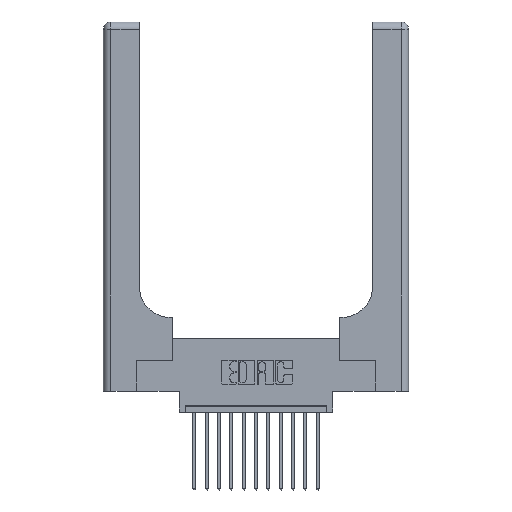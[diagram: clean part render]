
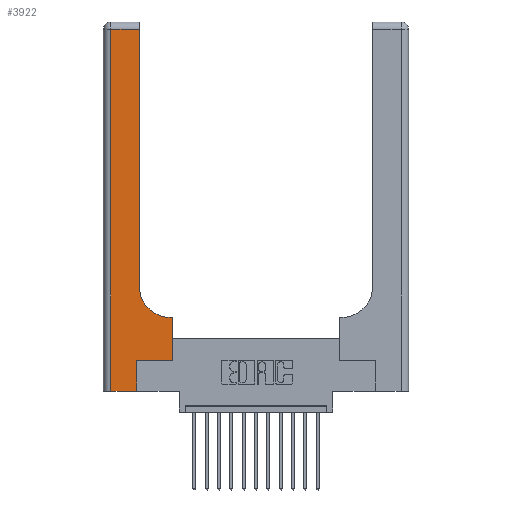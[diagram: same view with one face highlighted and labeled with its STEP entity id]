
A CAD part, top view. The second image highlights one B-rep face of the part: STEP entity #3922.
In plain terms, the highlighted planar face has unit normal (0, 0, 1).
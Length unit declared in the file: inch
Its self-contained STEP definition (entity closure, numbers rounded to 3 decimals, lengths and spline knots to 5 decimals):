
#401 = VECTOR ( 'NONE', #9301, 39.37008 ) ;
#1017 = ORIENTED_EDGE ( 'NONE', *, *, #11914, .T. ) ;
#1241 = CARTESIAN_POINT ( 'NONE',  ( 0., 3., 0.37 ) ) ;
#1428 = CARTESIAN_POINT ( 'NONE',  ( 0.06, 0., 0.37 ) ) ;
#1633 = DIRECTION ( 'NONE',  ( -1., 0., 0. ) ) ;
#1851 = DIRECTION ( 'NONE',  ( 0., 0., -1. ) ) ;
#1898 = CARTESIAN_POINT ( 'NONE',  ( 0.269, 0., 0.37 ) ) ;
#2140 = ORIENTED_EDGE ( 'NONE', *, *, #11487, .T. ) ;
#2178 = LINE ( 'NONE', #13387, #2618 ) ;
#2327 = DIRECTION ( 'NONE',  ( 1., 0., 0. ) ) ;
#2618 = VECTOR ( 'NONE', #12009, 39.37008 ) ;
#2652 = DIRECTION ( 'NONE',  ( -1., 0., 0. ) ) ;
#2983 = ORIENTED_EDGE ( 'NONE', *, *, #6158, .T. ) ;
#3477 = VECTOR ( 'NONE', #4312, 39.37008 ) ;
#3562 = CARTESIAN_POINT ( 'NONE',  ( 0.06, 2.94, 0.37 ) ) ;
#3634 = VECTOR ( 'NONE', #1633, 39.37008 ) ;
#3918 = AXIS2_PLACEMENT_3D ( 'NONE', #1241, #10867, #2652 ) ;
#3922 = ADVANCED_FACE ( 'NONE', ( #8404 ), #9482, .F. ) ;
#4312 = DIRECTION ( 'NONE',  ( 0., 1., 0. ) ) ;
#4375 = VECTOR ( 'NONE', #2327, 39.37008 ) ;
#4480 = LINE ( 'NONE', #12569, #3634 ) ;
#4546 = DIRECTION ( 'NONE',  ( 1., 0., 0. ) ) ;
#4613 = CARTESIAN_POINT ( 'NONE',  ( 0., 0., 0.37 ) ) ;
#4903 = EDGE_CURVE ( 'NONE', #6383, #5532, #2178, .T. ) ;
#5532 = VERTEX_POINT ( 'NONE', #11431 ) ;
#6158 = EDGE_CURVE ( 'NONE', #15969, #8204, #4480, .T. ) ;
#6383 = VERTEX_POINT ( 'NONE', #8594 ) ;
#6884 = CARTESIAN_POINT ( 'NONE',  ( 0.2915, 2.94, 0.37 ) ) ;
#6969 = EDGE_LOOP ( 'NONE', ( #15736, #2983, #12729, #11494, #2140, #1017, #10319, #8039, #12691 ) ) ;
#7033 = EDGE_CURVE ( 'NONE', #5532, #15756, #16908, .T. ) ;
#7240 = CARTESIAN_POINT ( 'NONE',  ( 0.5585, 0.25, 0.37 ) ) ;
#7265 = CARTESIAN_POINT ( 'NONE',  ( 0.5415, 0.85, 0.37 ) ) ;
#7371 = VECTOR ( 'NONE', #17636, 39.37008 ) ;
#8016 = LINE ( 'NONE', #13291, #4375 ) ;
#8039 = ORIENTED_EDGE ( 'NONE', *, *, #4903, .T. ) ;
#8204 = VERTEX_POINT ( 'NONE', #3562 ) ;
#8404 = FACE_OUTER_BOUND ( 'NONE', #6969, .T. ) ;
#8594 = CARTESIAN_POINT ( 'NONE',  ( 0.5585, 0.6, 0.37 ) ) ;
#8872 = CARTESIAN_POINT ( 'NONE',  ( 0.269, 0.25, 0.37 ) ) ;
#9196 = VECTOR ( 'NONE', #4546, 39.37008 ) ;
#9301 = DIRECTION ( 'NONE',  ( 0., 1., 0. ) ) ;
#9482 = PLANE ( 'NONE',  #3918 ) ;
#9570 = AXIS2_PLACEMENT_3D ( 'NONE', #7265, #1851, #11571 ) ;
#10197 = VERTEX_POINT ( 'NONE', #1898 ) ;
#10319 = ORIENTED_EDGE ( 'NONE', *, *, #14026, .T. ) ;
#10386 = CARTESIAN_POINT ( 'NONE',  ( 0.269, 0., 0.37 ) ) ;
#10867 = DIRECTION ( 'NONE',  ( 0., 0., -1. ) ) ;
#11431 = CARTESIAN_POINT ( 'NONE',  ( 0.5415, 0.6, 0.37 ) ) ;
#11487 = EDGE_CURVE ( 'NONE', #10197, #13629, #12751, .T. ) ;
#11494 = ORIENTED_EDGE ( 'NONE', *, *, #15529, .T. ) ;
#11571 = DIRECTION ( 'NONE',  ( 1., 0., 0. ) ) ;
#11773 = DIRECTION ( 'NONE',  ( 0., 1., 0. ) ) ;
#11914 = EDGE_CURVE ( 'NONE', #13629, #17167, #8016, .T. ) ;
#12009 = DIRECTION ( 'NONE',  ( -1., 0., 0. ) ) ;
#12569 = CARTESIAN_POINT ( 'NONE',  ( 0., 2.94, 0.37 ) ) ;
#12691 = ORIENTED_EDGE ( 'NONE', *, *, #7033, .T. ) ;
#12729 = ORIENTED_EDGE ( 'NONE', *, *, #17631, .T. ) ;
#12751 = LINE ( 'NONE', #10386, #16625 ) ;
#13116 = LINE ( 'NONE', #14963, #3477 ) ;
#13287 = CARTESIAN_POINT ( 'NONE',  ( 0.2915, 0.85, 0.37 ) ) ;
#13291 = CARTESIAN_POINT ( 'NONE',  ( 0.269, 0.25, 0.37 ) ) ;
#13387 = CARTESIAN_POINT ( 'NONE',  ( 0.2915, 0.6, 0.37 ) ) ;
#13629 = VERTEX_POINT ( 'NONE', #8872 ) ;
#14026 = EDGE_CURVE ( 'NONE', #17167, #6383, #13116, .T. ) ;
#14407 = EDGE_CURVE ( 'NONE', #15756, #15969, #15251, .T. ) ;
#14433 = VERTEX_POINT ( 'NONE', #1428 ) ;
#14963 = CARTESIAN_POINT ( 'NONE',  ( 0.5585, 0.25, 0.37 ) ) ;
#15251 = LINE ( 'NONE', #17146, #401 ) ;
#15529 = EDGE_CURVE ( 'NONE', #14433, #10197, #16508, .T. ) ;
#15736 = ORIENTED_EDGE ( 'NONE', *, *, #14407, .T. ) ;
#15756 = VERTEX_POINT ( 'NONE', #13287 ) ;
#15969 = VERTEX_POINT ( 'NONE', #6884 ) ;
#16403 = LINE ( 'NONE', #17563, #7371 ) ;
#16508 = LINE ( 'NONE', #4613, #9196 ) ;
#16625 = VECTOR ( 'NONE', #11773, 39.37008 ) ;
#16908 = CIRCLE ( 'NONE', #9570, 0.25 ) ;
#17146 = CARTESIAN_POINT ( 'NONE',  ( 0.2915, 3., 0.37 ) ) ;
#17167 = VERTEX_POINT ( 'NONE', #7240 ) ;
#17563 = CARTESIAN_POINT ( 'NONE',  ( 0.06, 3., 0.37 ) ) ;
#17631 = EDGE_CURVE ( 'NONE', #8204, #14433, #16403, .T. ) ;
#17636 = DIRECTION ( 'NONE',  ( 0., -1., 0. ) ) ;
